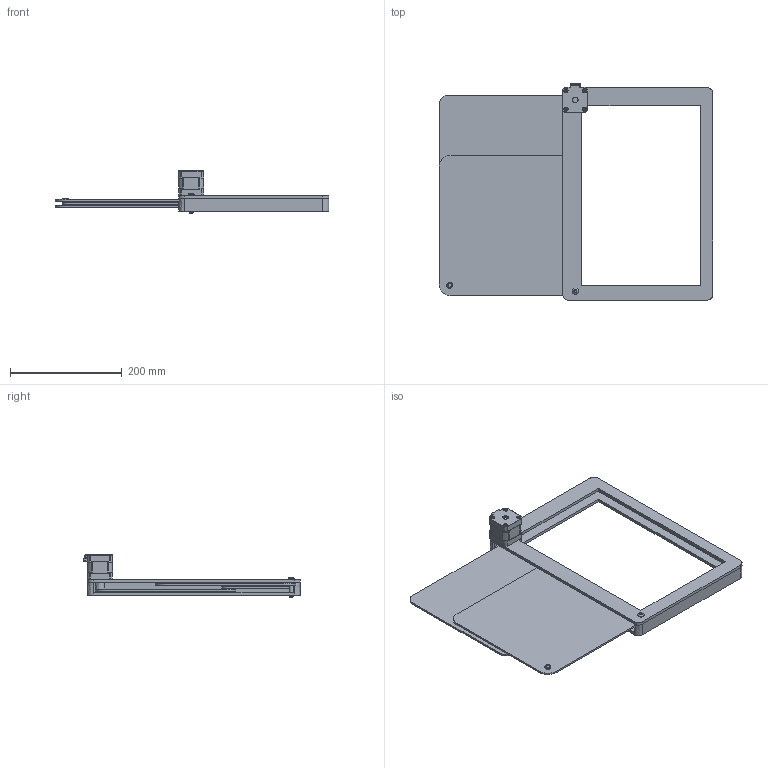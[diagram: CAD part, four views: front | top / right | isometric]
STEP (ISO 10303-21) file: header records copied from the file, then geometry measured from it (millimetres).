
FILE_DESCRIPTION(('FreeCAD Model'),'2;1');
FILE_NAME('Open CASCADE Shape Model','2025-05-09T09:37:32',('FreeCAD'),( 'FreeCAD'),'Open CASCADE STEP processor 7.6','FreeCAD','Unknown');
FILE_SCHEMA(('AUTOMOTIVE_DESIGN { 1 0 10303 214 1 1 1 1 }'));
Length unit declared in the file: millimetre
Products named in the file (1): Open CASCADE STEP translator 7.6 1
Bounding box: 489.16 x 387.05 x 75.38 mm (x, y, z)
Volume: 1024081.9 mm3; surface area: 523199.3 mm2
Topology: 11 solids, 11 shells, 443 faces, 1079 edges, 689 vertices
Faces by surface type: bspline 443
Entity records: 12887 total; most frequent: CARTESIAN_POINT 6523, ORIENTED_EDGE 2152, EDGE_CURVE 1076, B_SPLINE_CURVE_WITH_KNOTS 698, VERTEX_POINT 689, FACE_BOUND 513, EDGE_LOOP 513, ADVANCED_FACE 443
